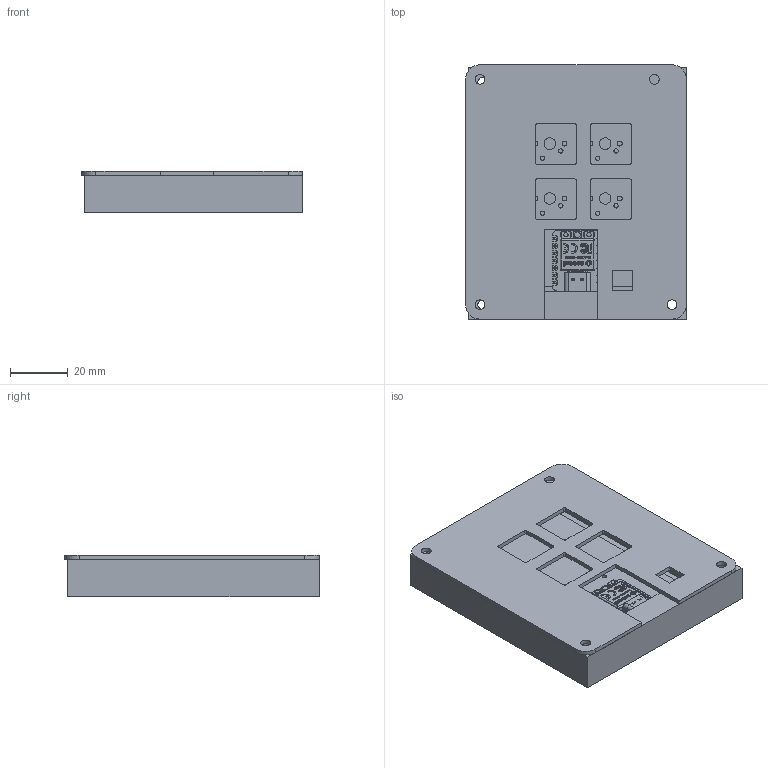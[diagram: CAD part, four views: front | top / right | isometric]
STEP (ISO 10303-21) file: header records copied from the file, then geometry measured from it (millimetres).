
FILE_DESCRIPTION(/* description */ (''),/* implementation_level */ '2;1');
FILE_NAME(/* name */ 'rag1 macropad -- Fusion-- with sw_coded_sh7010 and sht1x.step',/* time_stamp */ '2025-12-03T22:08:58-06:00',/* author */ (''),/* organization */ (''),/* preprocessor_version */ 'ST-DEVELOPER v20.1',/* originating_system */ 'Autodesk Translation Framework v14.21.0.0',/* authorisation */ '');
FILE_SCHEMA (('AUTOMOTIVE_DESIGN { 1 0 10303 214 3 1 1 }'));
Length unit declared in the file: millimetre
Products named in the file (16): 2025-11-29-11-25-23-647; 2025-11-29-11-38-05-540; 2025-12-03-00-24-50-552; 2025-12-03-00-24-50-553; 2025-12-03-01-08-35-533; 2025-12-03-01-08-35-534; 2025-12-03-01-08-35-535; 2025-12-03-01-08-35-536; 2025-12-03-01-08-35-537; 2025-12-03-01-08-35-538; 2025-12-03-01-08-35-539; 2025-12-03-01-08-35-540; 2025-12-03-01-08-35-541; 2025-12-03-01-08-35-542; 2025-12-03-01-08-35-543; 2025-11-29-12-30-27-818
Assembly tree (15 placements, depth 6):
  2025-11-29-11-25-23-647
    2025-11-29-11-38-05-540
    2025-12-03-00-24-50-552
      2025-12-03-00-24-50-553
      2025-12-03-01-08-35-533
        2025-12-03-01-08-35-534
          2025-12-03-01-08-35-535
          2025-12-03-01-08-35-536
          2025-12-03-01-08-35-537
            2025-12-03-01-08-35-538
            2025-12-03-01-08-35-539
            2025-12-03-01-08-35-540
            2025-12-03-01-08-35-541
            2025-12-03-01-08-35-542
          2025-12-03-01-08-35-543
    2025-11-29-12-30-27-818
Bounding box: 76.45 x 87.95 x 14.5 mm (x, y, z)
Volume: 59227.6 mm3; surface area: 40286.1 mm2
Topology: 86 solids, 86 shells, 1354 faces, 3442 edges, 2256 vertices
Faces by surface type: plane 890, cylinder 251, bspline 185, torus 12, sphere 10, cone 6
Full cylindrical faces by diameter (mm): 0.4 x1, 0.5 x2, 0.8 x14, 0.889 x14, 1.5 x10, 1.7 x8, 2 x1, 3.4 x8, 4 x4, 6 x4
Entity records: 42393 total; most frequent: CARTESIAN_POINT 9534, ORIENTED_EDGE 6868, DIRECTION 6014, EDGE_CURVE 3434, LINE 2542, VECTOR 2542, VERTEX_POINT 2256, AXIS2_PLACEMENT_3D 1736
